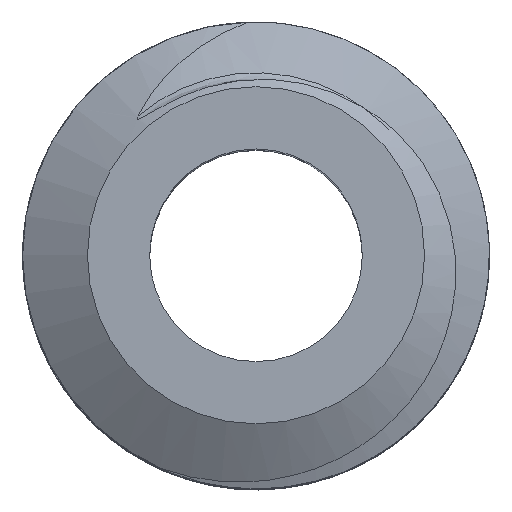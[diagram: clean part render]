
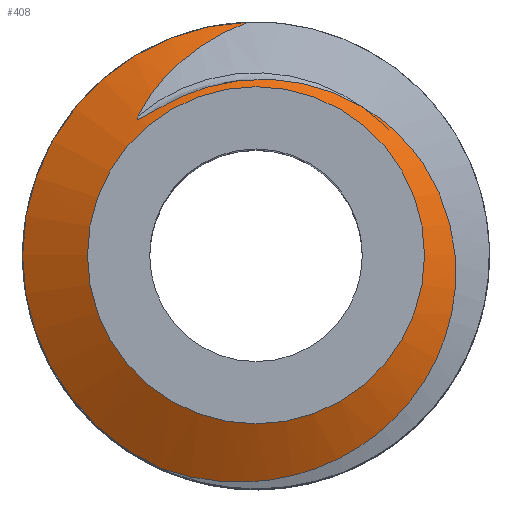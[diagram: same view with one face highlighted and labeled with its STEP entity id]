
A CAD part, top view. The second image highlights one B-rep face of the part: STEP entity #408.
In plain terms, the highlighted conical face has half-angle 60 degrees and reference radius 9 mm.
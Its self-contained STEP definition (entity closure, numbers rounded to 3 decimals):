
#27=CONICAL_SURFACE('',#448,9.,1.047);
#32=CIRCLE('',#441,9.);
#36=CIRCLE('',#449,9.);
#37=CIRCLE('',#450,6.5);
#49=FACE_OUTER_BOUND('',#72,.T.);
#72=EDGE_LOOP('',(#314,#315,#316,#317,#318,#319,#320,#321,#322));
#116=B_SPLINE_CURVE_WITH_KNOTS('',3,(#1224,#1225,#1226,#1227,#1228,#1229,
#1230,#1231,#1232,#1233,#1234,#1235,#1236,#1237,#1238,#1239,#1240,#1241),
 .UNSPECIFIED.,.F.,.F.,(4,2,2,2,2,2,2,2,4),(0.,0.193,
0.445,1.123,1.443,2.079,2.391,
2.982,2.994),.UNSPECIFIED.);
#117=B_SPLINE_CURVE_WITH_KNOTS('',3,(#1246,#1247,#1248,#1249,#1250,#1251,
#1252,#1253,#1254,#1255),.UNSPECIFIED.,.F.,.F.,(4,2,2,2,4),(2.994,
3.168,3.305,3.477,3.621),
 .UNSPECIFIED.);
#118=B_SPLINE_CURVE_WITH_KNOTS('',3,(#1257,#1258,#1259,#1260,#1261,#1262,
#1263,#1264,#1265,#1266,#1267,#1268,#1269,#1270,#1271,#1272,#1273,#1274,
#1275,#1276,#1277,#1278,#1279,#1280,#1281,#1282,#1283,#1284),
 .UNSPECIFIED.,.F.,.F.,(4,2,2,2,2,2,2,2,2,2,2,2,2,4),(0.,0.139,
0.317,0.457,0.644,0.77,0.793,
0.804,0.809,0.813,0.816,
0.82,0.826,0.84),.UNSPECIFIED.);
#119=B_SPLINE_CURVE_WITH_KNOTS('',3,(#1285,#1286,#1287,#1288,#1289,#1290),
 .UNSPECIFIED.,.F.,.F.,(4,2,4),(0.,0.344,0.776),
 .UNSPECIFIED.);
#137=LINE('',#1243,#149);
#149=VECTOR('',#501,9.);
#165=VERTEX_POINT('',#941);
#167=VERTEX_POINT('',#944);
#185=VERTEX_POINT('',#1221);
#186=VERTEX_POINT('',#1223);
#187=VERTEX_POINT('',#1242);
#188=VERTEX_POINT('',#1245);
#189=VERTEX_POINT('',#1256);
#214=EDGE_CURVE('',#167,#165,#32,.T.);
#238=EDGE_CURVE('',#165,#185,#36,.T.);
#239=EDGE_CURVE('',#185,#186,#116,.T.);
#240=EDGE_CURVE('',#186,#187,#137,.T.);
#241=EDGE_CURVE('',#187,#187,#37,.T.);
#242=EDGE_CURVE('',#186,#188,#117,.T.);
#243=EDGE_CURVE('',#188,#189,#118,.T.);
#244=EDGE_CURVE('',#189,#167,#119,.T.);
#314=ORIENTED_EDGE('',*,*,#214,.T.);
#315=ORIENTED_EDGE('',*,*,#238,.T.);
#316=ORIENTED_EDGE('',*,*,#239,.T.);
#317=ORIENTED_EDGE('',*,*,#240,.T.);
#318=ORIENTED_EDGE('',*,*,#241,.F.);
#319=ORIENTED_EDGE('',*,*,#240,.F.);
#320=ORIENTED_EDGE('',*,*,#242,.T.);
#321=ORIENTED_EDGE('',*,*,#243,.T.);
#322=ORIENTED_EDGE('',*,*,#244,.T.);
#408=ADVANCED_FACE('',(#49),#27,.T.);
#441=AXIS2_PLACEMENT_3D('',#945,#480,#481);
#448=AXIS2_PLACEMENT_3D('',#1220,#497,#498);
#449=AXIS2_PLACEMENT_3D('',#1222,#499,#500);
#450=AXIS2_PLACEMENT_3D('',#1244,#502,#503);
#480=DIRECTION('center_axis',(0.,0.,1.));
#481=DIRECTION('ref_axis',(1.,0.,0.));
#497=DIRECTION('center_axis',(0.,0.,-1.));
#498=DIRECTION('ref_axis',(-1.,0.,0.));
#499=DIRECTION('center_axis',(0.,0.,1.));
#500=DIRECTION('ref_axis',(1.,0.,0.));
#501=DIRECTION('',(-0.866,0.,0.5));
#502=DIRECTION('center_axis',(0.,0.,1.));
#503=DIRECTION('ref_axis',(1.,0.,0.));
#941=CARTESIAN_POINT('',(-9.,0.,14.557));
#944=CARTESIAN_POINT('',(-0.296,8.995,14.557));
#945=CARTESIAN_POINT('Origin',(0.,0.,14.557));
#1220=CARTESIAN_POINT('Origin',(0.,0.,14.557));
#1221=CARTESIAN_POINT('',(-3.689,-8.209,14.557));
#1222=CARTESIAN_POINT('Origin',(0.,0.,14.557));
#1223=CARTESIAN_POINT('',(7.675,0.,15.322));
#1224=CARTESIAN_POINT('Ctrl Pts',(-3.689,-8.209,14.557));
#1225=CARTESIAN_POINT('Ctrl Pts',(-3.083,-8.43,14.584));
#1226=CARTESIAN_POINT('Ctrl Pts',(-2.455,-8.583,14.612));
#1227=CARTESIAN_POINT('Ctrl Pts',(-0.985,-8.777,
14.677));
#1228=CARTESIAN_POINT('Ctrl Pts',(-0.315,-8.747,
14.705));
#1229=CARTESIAN_POINT('Ctrl Pts',(1.223,-8.613,14.772));
#1230=CARTESIAN_POINT('Ctrl Pts',(2.314,-8.295,14.823));
#1231=CARTESIAN_POINT('Ctrl Pts',(3.784,-7.528,14.898));
#1232=CARTESIAN_POINT('Ctrl Pts',(4.24,-7.233,14.922));
#1233=CARTESIAN_POINT('Ctrl Pts',(5.496,-6.231,14.995));
#1234=CARTESIAN_POINT('Ctrl Pts',(6.192,-5.408,15.046));
#1235=CARTESIAN_POINT('Ctrl Pts',(6.965,-4.014,15.121));
#1236=CARTESIAN_POINT('Ctrl Pts',(7.177,-3.529,15.146));
#1237=CARTESIAN_POINT('Ctrl Pts',(7.64,-2.066,15.22));
#1238=CARTESIAN_POINT('Ctrl Pts',(7.757,-1.06,15.27));
#1239=CARTESIAN_POINT('Ctrl Pts',(7.678,-0.041,
15.32));
#1240=CARTESIAN_POINT('Ctrl Pts',(7.677,-0.021,
15.321));
#1241=CARTESIAN_POINT('Ctrl Pts',(7.675,0.,
15.322));
#1242=CARTESIAN_POINT('',(6.5,0.,16.));
#1243=CARTESIAN_POINT('',(9.,0.,14.557));
#1244=CARTESIAN_POINT('Origin',(0.,0.,16.));
#1245=CARTESIAN_POINT('',(4.048,5.757,15.69));
#1246=CARTESIAN_POINT('Ctrl Pts',(7.675,0.,
15.322));
#1247=CARTESIAN_POINT('Ctrl Pts',(7.648,0.319,15.337));
#1248=CARTESIAN_POINT('Ctrl Pts',(7.587,0.811,15.362));
#1249=CARTESIAN_POINT('Ctrl Pts',(7.289,1.866,15.418));
#1250=CARTESIAN_POINT('Ctrl Pts',(7.114,2.316,15.443));
#1251=CARTESIAN_POINT('Ctrl Pts',(6.623,3.285,15.499));
#1252=CARTESIAN_POINT('Ctrl Pts',(6.232,3.899,15.535));
#1253=CARTESIAN_POINT('Ctrl Pts',(5.189,4.99,15.615));
#1254=CARTESIAN_POINT('Ctrl Pts',(4.645,5.416,15.652));
#1255=CARTESIAN_POINT('Ctrl Pts',(4.048,5.757,15.69));
#1256=CARTESIAN_POINT('',(-4.547,5.371,15.69));
#1257=CARTESIAN_POINT('Ctrl Pts',(4.048,5.757,15.69));
#1258=CARTESIAN_POINT('Ctrl Pts',(3.645,5.987,15.715));
#1259=CARTESIAN_POINT('Ctrl Pts',(3.224,6.185,15.735));
#1260=CARTESIAN_POINT('Ctrl Pts',(2.218,6.546,15.777));
#1261=CARTESIAN_POINT('Ctrl Pts',(1.633,6.682,15.797));
#1262=CARTESIAN_POINT('Ctrl Pts',(0.568,6.797,15.824));
#1263=CARTESIAN_POINT('Ctrl Pts',(0.093,6.803,15.834));
#1264=CARTESIAN_POINT('Ctrl Pts',(-1.011,6.712,15.851));
#1265=CARTESIAN_POINT('Ctrl Pts',(-1.875,6.563,15.864));
#1266=CARTESIAN_POINT('Ctrl Pts',(-3.569,5.807,15.841));
#1267=CARTESIAN_POINT('Ctrl Pts',(-4.054,5.481,15.821));
#1268=CARTESIAN_POINT('Ctrl Pts',(-4.383,5.306,15.78));
#1269=CARTESIAN_POINT('Ctrl Pts',(-4.434,5.28,15.772));
#1270=CARTESIAN_POINT('Ctrl Pts',(-4.497,5.258,15.758));
#1271=CARTESIAN_POINT('Ctrl Pts',(-4.517,5.253,15.753));
#1272=CARTESIAN_POINT('Ctrl Pts',(-4.54,5.252,15.745));
#1273=CARTESIAN_POINT('Ctrl Pts',(-4.548,5.253,15.741));
#1274=CARTESIAN_POINT('Ctrl Pts',(-4.558,5.256,15.736));
#1275=CARTESIAN_POINT('Ctrl Pts',(-4.562,5.259,15.733));
#1276=CARTESIAN_POINT('Ctrl Pts',(-4.568,5.264,15.729));
#1277=CARTESIAN_POINT('Ctrl Pts',(-4.57,5.268,15.726));
#1278=CARTESIAN_POINT('Ctrl Pts',(-4.574,5.276,15.721));
#1279=CARTESIAN_POINT('Ctrl Pts',(-4.575,5.281,15.719));
#1280=CARTESIAN_POINT('Ctrl Pts',(-4.575,5.295,15.713));
#1281=CARTESIAN_POINT('Ctrl Pts',(-4.573,5.305,15.709));
#1282=CARTESIAN_POINT('Ctrl Pts',(-4.565,5.333,15.7));
#1283=CARTESIAN_POINT('Ctrl Pts',(-4.556,5.353,15.694));
#1284=CARTESIAN_POINT('Ctrl Pts',(-4.547,5.371,15.69));
#1285=CARTESIAN_POINT('Ctrl Pts',(-4.547,5.371,15.69));
#1286=CARTESIAN_POINT('Ctrl Pts',(-4.039,6.369,15.439));
#1287=CARTESIAN_POINT('Ctrl Pts',(-3.349,7.085,15.247));
#1288=CARTESIAN_POINT('Ctrl Pts',(-2.037,8.192,14.907));
#1289=CARTESIAN_POINT('Ctrl Pts',(-1.199,8.672,14.726));
#1290=CARTESIAN_POINT('Ctrl Pts',(-0.296,8.995,14.557));
